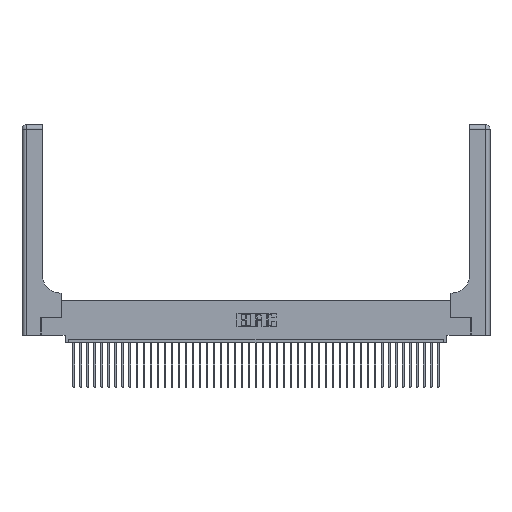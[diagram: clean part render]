
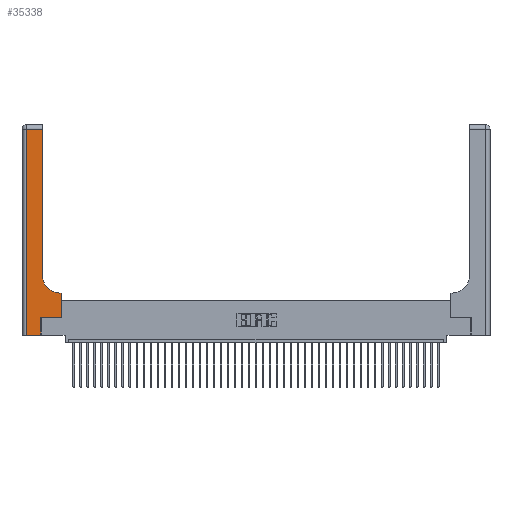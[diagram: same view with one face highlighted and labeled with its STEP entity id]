
A CAD part, top view. The second image highlights one B-rep face of the part: STEP entity #35338.
In plain terms, the highlighted planar face has unit normal (0, 0, 1).
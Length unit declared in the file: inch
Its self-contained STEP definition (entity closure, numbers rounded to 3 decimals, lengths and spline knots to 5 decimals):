
#359 = CIRCLE ( 'NONE', #32095, 0.25 ) ;
#1456 = CARTESIAN_POINT ( 'NONE',  ( 0.269, 0., 0.37 ) ) ;
#2911 = CARTESIAN_POINT ( 'NONE',  ( 0.06, 3., 0.37 ) ) ;
#2928 = EDGE_CURVE ( 'NONE', #36517, #17632, #27594, .T. ) ;
#4836 = DIRECTION ( 'NONE',  ( 0., 1., 0. ) ) ;
#4886 = EDGE_LOOP ( 'NONE', ( #16609, #14052, #25742, #16722, #20767, #25179, #5912, #31827, #41325 ) ) ;
#5601 = EDGE_CURVE ( 'NONE', #27785, #41559, #42058, .T. ) ;
#5912 = ORIENTED_EDGE ( 'NONE', *, *, #21907, .T. ) ;
#6279 = CARTESIAN_POINT ( 'NONE',  ( 0.5585, 0.25, 0.37 ) ) ;
#7014 = LINE ( 'NONE', #2911, #8575 ) ;
#7094 = DIRECTION ( 'NONE',  ( -1., 0., 0. ) ) ;
#7198 = CARTESIAN_POINT ( 'NONE',  ( 0.06, 0., 0.37 ) ) ;
#8575 = VECTOR ( 'NONE', #43043, 39.37008 ) ;
#8894 = LINE ( 'NONE', #9524, #9970 ) ;
#9524 = CARTESIAN_POINT ( 'NONE',  ( 0.2915, 3., 0.37 ) ) ;
#9970 = VECTOR ( 'NONE', #40475, 39.37008 ) ;
#11989 = CARTESIAN_POINT ( 'NONE',  ( 0.2915, 2.94, 0.37 ) ) ;
#12142 = PLANE ( 'NONE',  #26850 ) ;
#12347 = CARTESIAN_POINT ( 'NONE',  ( 0.06, 2.94, 0.37 ) ) ;
#12387 = DIRECTION ( 'NONE',  ( 1., 0., 0. ) ) ;
#14052 = ORIENTED_EDGE ( 'NONE', *, *, #30410, .T. ) ;
#14162 = DIRECTION ( 'NONE',  ( 1., 0., 0. ) ) ;
#16146 = DIRECTION ( 'NONE',  ( -1., 0., 0. ) ) ;
#16319 = LINE ( 'NONE', #36548, #24800 ) ;
#16453 = DIRECTION ( 'NONE',  ( 0., 0., -1. ) ) ;
#16609 = ORIENTED_EDGE ( 'NONE', *, *, #25565, .T. ) ;
#16722 = ORIENTED_EDGE ( 'NONE', *, *, #38679, .T. ) ;
#17406 = VERTEX_POINT ( 'NONE', #11989 ) ;
#17449 = CARTESIAN_POINT ( 'NONE',  ( 0.5585, 0.25, 0.37 ) ) ;
#17632 = VERTEX_POINT ( 'NONE', #42201 ) ;
#18242 = CARTESIAN_POINT ( 'NONE',  ( 0.2915, 0.6, 0.37 ) ) ;
#19055 = VECTOR ( 'NONE', #7094, 39.37008 ) ;
#20767 = ORIENTED_EDGE ( 'NONE', *, *, #2928, .T. ) ;
#21277 = DIRECTION ( 'NONE',  ( 0., 0., -1. ) ) ;
#21907 = EDGE_CURVE ( 'NONE', #38513, #27785, #43544, .T. ) ;
#22641 = VECTOR ( 'NONE', #41645, 39.37008 ) ;
#22784 = CARTESIAN_POINT ( 'NONE',  ( 0.5585, 0.6, 0.37 ) ) ;
#23668 = FACE_OUTER_BOUND ( 'NONE', #4886, .T. ) ;
#24800 = VECTOR ( 'NONE', #26588, 39.37008 ) ;
#25179 = ORIENTED_EDGE ( 'NONE', *, *, #34664, .T. ) ;
#25565 = EDGE_CURVE ( 'NONE', #29200, #17406, #8894, .T. ) ;
#25742 = ORIENTED_EDGE ( 'NONE', *, *, #41538, .T. ) ;
#25854 = VECTOR ( 'NONE', #12387, 39.37008 ) ;
#26063 = VECTOR ( 'NONE', #4836, 39.37008 ) ;
#26580 = CARTESIAN_POINT ( 'NONE',  ( 0.269, 0., 0.37 ) ) ;
#26588 = DIRECTION ( 'NONE',  ( 1., 0., 0. ) ) ;
#26850 = AXIS2_PLACEMENT_3D ( 'NONE', #42548, #16453, #16146 ) ;
#27594 = LINE ( 'NONE', #1456, #26063 ) ;
#27785 = VERTEX_POINT ( 'NONE', #22784 ) ;
#29200 = VERTEX_POINT ( 'NONE', #33049 ) ;
#29341 = CARTESIAN_POINT ( 'NONE',  ( 0.5415, 0.6, 0.37 ) ) ;
#29417 = VERTEX_POINT ( 'NONE', #7198 ) ;
#29745 = VERTEX_POINT ( 'NONE', #12347 ) ;
#29886 = DIRECTION ( 'NONE',  ( 0., 1., 0. ) ) ;
#30410 = EDGE_CURVE ( 'NONE', #17406, #29745, #33315, .T. ) ;
#31827 = ORIENTED_EDGE ( 'NONE', *, *, #5601, .T. ) ;
#32095 = AXIS2_PLACEMENT_3D ( 'NONE', #34359, #21277, #14162 ) ;
#33049 = CARTESIAN_POINT ( 'NONE',  ( 0.2915, 0.85, 0.37 ) ) ;
#33204 = LINE ( 'NONE', #35999, #25854 ) ;
#33315 = LINE ( 'NONE', #40443, #19055 ) ;
#34359 = CARTESIAN_POINT ( 'NONE',  ( 0.5415, 0.85, 0.37 ) ) ;
#34664 = EDGE_CURVE ( 'NONE', #17632, #38513, #16319, .T. ) ;
#35338 = ADVANCED_FACE ( 'NONE', ( #23668 ), #12142, .F. ) ;
#35628 = EDGE_CURVE ( 'NONE', #41559, #29200, #359, .T. ) ;
#35999 = CARTESIAN_POINT ( 'NONE',  ( 0., 0., 0.37 ) ) ;
#36517 = VERTEX_POINT ( 'NONE', #26580 ) ;
#36548 = CARTESIAN_POINT ( 'NONE',  ( 0.269, 0.25, 0.37 ) ) ;
#37671 = VECTOR ( 'NONE', #29886, 39.37008 ) ;
#38513 = VERTEX_POINT ( 'NONE', #17449 ) ;
#38679 = EDGE_CURVE ( 'NONE', #29417, #36517, #33204, .T. ) ;
#40443 = CARTESIAN_POINT ( 'NONE',  ( 0., 2.94, 0.37 ) ) ;
#40475 = DIRECTION ( 'NONE',  ( 0., 1., 0. ) ) ;
#41325 = ORIENTED_EDGE ( 'NONE', *, *, #35628, .T. ) ;
#41538 = EDGE_CURVE ( 'NONE', #29745, #29417, #7014, .T. ) ;
#41559 = VERTEX_POINT ( 'NONE', #29341 ) ;
#41645 = DIRECTION ( 'NONE',  ( -1., 0., 0. ) ) ;
#42058 = LINE ( 'NONE', #18242, #22641 ) ;
#42201 = CARTESIAN_POINT ( 'NONE',  ( 0.269, 0.25, 0.37 ) ) ;
#42548 = CARTESIAN_POINT ( 'NONE',  ( 0., 3., 0.37 ) ) ;
#43043 = DIRECTION ( 'NONE',  ( 0., -1., 0. ) ) ;
#43544 = LINE ( 'NONE', #6279, #37671 ) ;
